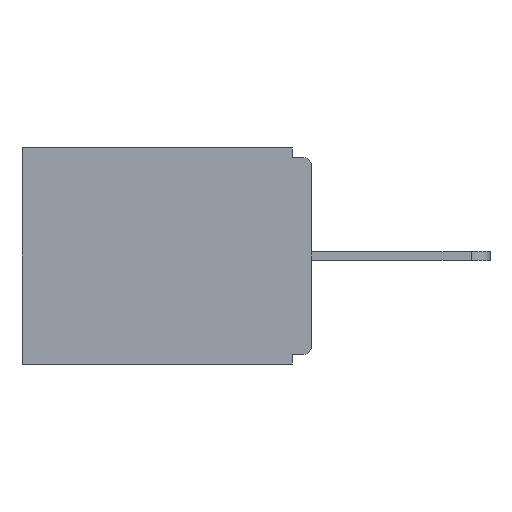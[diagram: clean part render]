
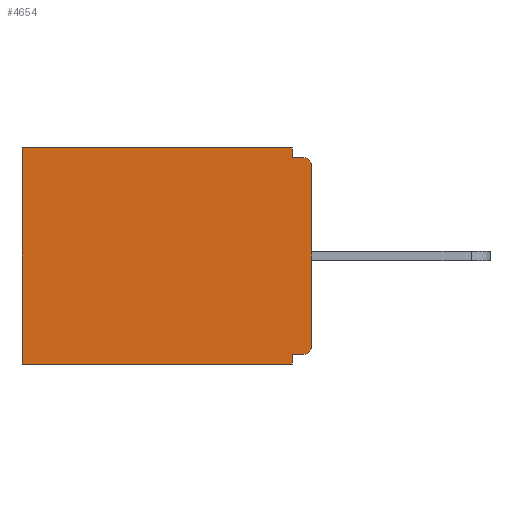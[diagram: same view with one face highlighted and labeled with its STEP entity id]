
A CAD part, left-side view. The second image highlights one B-rep face of the part: STEP entity #4654.
In plain terms, the highlighted planar face has unit normal (-1, 0, 0).
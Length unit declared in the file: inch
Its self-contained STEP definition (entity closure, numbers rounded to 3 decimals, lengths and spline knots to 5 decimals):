
#1 = VERTEX_POINT ( 'NONE', #2929 ) ;
#57 = EDGE_CURVE ( 'NONE', #7475, #3862, #5695, .T. ) ;
#70 = CARTESIAN_POINT ( 'NONE',  ( 0.298, 0.015, -0.015 ) ) ;
#222 = CARTESIAN_POINT ( 'NONE',  ( 0.298, 0., -0.03 ) ) ;
#323 = LINE ( 'NONE', #7567, #3629 ) ;
#341 = FACE_OUTER_BOUND ( 'NONE', #2611, .T. ) ;
#679 = CARTESIAN_POINT ( 'NONE',  ( 0.298, 0., 0. ) ) ;
#758 = CARTESIAN_POINT ( 'NONE',  ( 0.298, 0., -0.328 ) ) ;
#890 = DIRECTION ( 'NONE',  ( 0., -1., 0. ) ) ;
#1065 = VECTOR ( 'NONE', #7677, 39.37008 ) ;
#1151 = ORIENTED_EDGE ( 'NONE', *, *, #1839, .F. ) ;
#1295 = CARTESIAN_POINT ( 'NONE',  ( 0.298, 0.031, -0.343 ) ) ;
#1331 = CARTESIAN_POINT ( 'NONE',  ( 0.298, 0., 0. ) ) ;
#1483 = ORIENTED_EDGE ( 'NONE', *, *, #5436, .T. ) ;
#1559 = CARTESIAN_POINT ( 'NONE',  ( 0.298, 0.031, -0.343 ) ) ;
#1760 = VERTEX_POINT ( 'NONE', #6073 ) ;
#1810 = EDGE_CURVE ( 'NONE', #1, #6530, #5474, .T. ) ;
#1839 = EDGE_CURVE ( 'NONE', #7150, #3862, #7283, .T. ) ;
#2133 = ORIENTED_EDGE ( 'NONE', *, *, #57, .T. ) ;
#2143 = ORIENTED_EDGE ( 'NONE', *, *, #1810, .F. ) ;
#2217 = VERTEX_POINT ( 'NONE', #9861 ) ;
#2611 = EDGE_LOOP ( 'NONE', ( #3874, #7863, #3543, #6149, #1483, #2143, #9831, #6521, #2133, #1151 ) ) ;
#2914 = DIRECTION ( 'NONE',  ( 0., 0., -1. ) ) ;
#2929 = CARTESIAN_POINT ( 'NONE',  ( 0.298, 0.031, -0.343 ) ) ;
#3142 = CARTESIAN_POINT ( 'NONE',  ( 0.298, 0., -0.343 ) ) ;
#3172 = LINE ( 'NONE', #8365, #9653 ) ;
#3255 = EDGE_CURVE ( 'NONE', #1760, #8916, #3172, .T. ) ;
#3310 = CARTESIAN_POINT ( 'NONE',  ( 0.298, 0., -0.015 ) ) ;
#3543 = ORIENTED_EDGE ( 'NONE', *, *, #3690, .F. ) ;
#3629 = VECTOR ( 'NONE', #3715, 39.37008 ) ;
#3674 = CARTESIAN_POINT ( 'NONE',  ( 0.298, 0.015, -0.313 ) ) ;
#3690 = EDGE_CURVE ( 'NONE', #1760, #2217, #8406, .T. ) ;
#3693 = PLANE ( 'NONE',  #9518 ) ;
#3715 = DIRECTION ( 'NONE',  ( 0., 0., -1. ) ) ;
#3740 = VERTEX_POINT ( 'NONE', #4766 ) ;
#3761 = DIRECTION ( 'NONE',  ( 0., 1., 0. ) ) ;
#3821 = VECTOR ( 'NONE', #3761, 39.37008 ) ;
#3862 = VERTEX_POINT ( 'NONE', #8779 ) ;
#3874 = ORIENTED_EDGE ( 'NONE', *, *, #7495, .T. ) ;
#4171 = LINE ( 'NONE', #3310, #7091 ) ;
#4562 = DIRECTION ( 'NONE',  ( 0., 0., -1. ) ) ;
#4630 = DIRECTION ( 'NONE',  ( 0., 0., -1. ) ) ;
#4654 = ADVANCED_FACE ( 'NONE', ( #341 ), #3693, .F. ) ;
#4766 = CARTESIAN_POINT ( 'NONE',  ( 0.298, 0.031, -0.328 ) ) ;
#4918 = VERTEX_POINT ( 'NONE', #70 ) ;
#5267 = DIRECTION ( 'NONE',  ( 0., 1., 0. ) ) ;
#5387 = VECTOR ( 'NONE', #2914, 39.37008 ) ;
#5436 = EDGE_CURVE ( 'NONE', #8916, #6530, #323, .T. ) ;
#5474 = LINE ( 'NONE', #3142, #1065 ) ;
#5683 = AXIS2_PLACEMENT_3D ( 'NONE', #8608, #8536, #10143 ) ;
#5695 = CIRCLE ( 'NONE', #6420, 0.015 ) ;
#5900 = LINE ( 'NONE', #758, #3821 ) ;
#5904 = CIRCLE ( 'NONE', #5683, 0.015 ) ;
#6072 = VECTOR ( 'NONE', #6944, 39.37008 ) ;
#6073 = CARTESIAN_POINT ( 'NONE',  ( 0.298, 0.031, 0. ) ) ;
#6149 = ORIENTED_EDGE ( 'NONE', *, *, #3255, .T. ) ;
#6420 = AXIS2_PLACEMENT_3D ( 'NONE', #3674, #7669, #4562 ) ;
#6521 = ORIENTED_EDGE ( 'NONE', *, *, #9109, .F. ) ;
#6530 = VERTEX_POINT ( 'NONE', #7197 ) ;
#6795 = CARTESIAN_POINT ( 'NONE',  ( 0.298, 0.015, -0.328 ) ) ;
#6815 = DIRECTION ( 'NONE',  ( 1., 0., 0. ) ) ;
#6944 = DIRECTION ( 'NONE',  ( 0., 0., -1. ) ) ;
#7091 = VECTOR ( 'NONE', #890, 39.37008 ) ;
#7150 = VERTEX_POINT ( 'NONE', #222 ) ;
#7197 = CARTESIAN_POINT ( 'NONE',  ( 0.298, 0.46, -0.343 ) ) ;
#7254 = CARTESIAN_POINT ( 'NONE',  ( 0.298, 0.46, 0. ) ) ;
#7283 = LINE ( 'NONE', #679, #6072 ) ;
#7475 = VERTEX_POINT ( 'NONE', #6795 ) ;
#7495 = EDGE_CURVE ( 'NONE', #7150, #4918, #5904, .T. ) ;
#7567 = CARTESIAN_POINT ( 'NONE',  ( 0.298, 0.46, 0. ) ) ;
#7669 = DIRECTION ( 'NONE',  ( -1., 0., 0. ) ) ;
#7677 = DIRECTION ( 'NONE',  ( 0., 1., 0. ) ) ;
#7863 = ORIENTED_EDGE ( 'NONE', *, *, #10048, .F. ) ;
#8046 = VECTOR ( 'NONE', #4630, 39.37008 ) ;
#8365 = CARTESIAN_POINT ( 'NONE',  ( 0.298, 0., 0. ) ) ;
#8386 = DIRECTION ( 'NONE',  ( 0., 0., -1. ) ) ;
#8406 = LINE ( 'NONE', #1559, #8046 ) ;
#8536 = DIRECTION ( 'NONE',  ( -1., 0., 0. ) ) ;
#8546 = LINE ( 'NONE', #1295, #5387 ) ;
#8608 = CARTESIAN_POINT ( 'NONE',  ( 0.298, 0.015, -0.03 ) ) ;
#8779 = CARTESIAN_POINT ( 'NONE',  ( 0.298, 0., -0.313 ) ) ;
#8916 = VERTEX_POINT ( 'NONE', #7254 ) ;
#9109 = EDGE_CURVE ( 'NONE', #7475, #3740, #5900, .T. ) ;
#9518 = AXIS2_PLACEMENT_3D ( 'NONE', #1331, #6815, #8386 ) ;
#9653 = VECTOR ( 'NONE', #5267, 39.37008 ) ;
#9831 = ORIENTED_EDGE ( 'NONE', *, *, #9838, .F. ) ;
#9838 = EDGE_CURVE ( 'NONE', #3740, #1, #8546, .T. ) ;
#9861 = CARTESIAN_POINT ( 'NONE',  ( 0.298, 0.031, -0.015 ) ) ;
#10048 = EDGE_CURVE ( 'NONE', #2217, #4918, #4171, .T. ) ;
#10143 = DIRECTION ( 'NONE',  ( 0., 0., -1. ) ) ;
